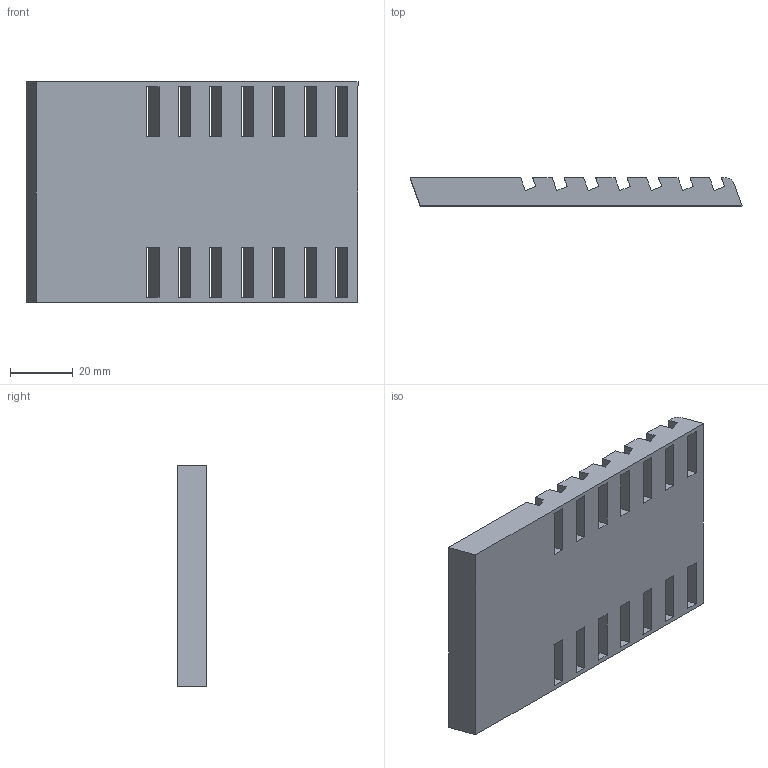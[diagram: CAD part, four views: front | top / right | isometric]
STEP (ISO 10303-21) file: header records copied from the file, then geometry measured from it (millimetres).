
FILE_DESCRIPTION (( 'STEP AP203' ), '1' );
FILE_NAME ('P34_Hat_Rack_Default.step', '2020-03-06T13:30:32', ( '' ), ( '' ), 'SwSTEP 2.0', 'SolidWorks 2018', '' );
FILE_SCHEMA (( 'CONFIG_CONTROL_DESIGN' ));
Length unit declared in the file: millimetre
Products named in the file (1): P34_Hat_Rack_Default
Bounding box: 105.48 x 9 x 70 mm (x, y, z)
Volume: 52889 mm3; surface area: 22487.7 mm2
Topology: 1 solids, 1 shells, 247 faces, 729 edges, 486 vertices
Faces by surface type: plane 181, bspline 37, cylinder 29
Entity records: 10536 total; most frequent: CARTESIAN_POINT 4004, ORIENTED_EDGE 1458, DIRECTION 1135, EDGE_CURVE 729, LINE 597, VECTOR 597, VERTEX_POINT 486, EDGE_LOOP 277
